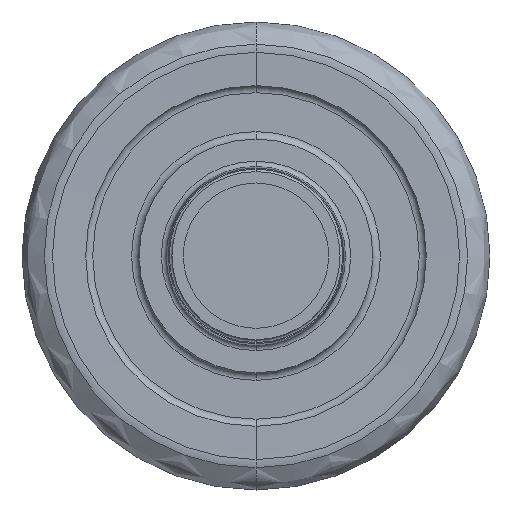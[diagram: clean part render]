
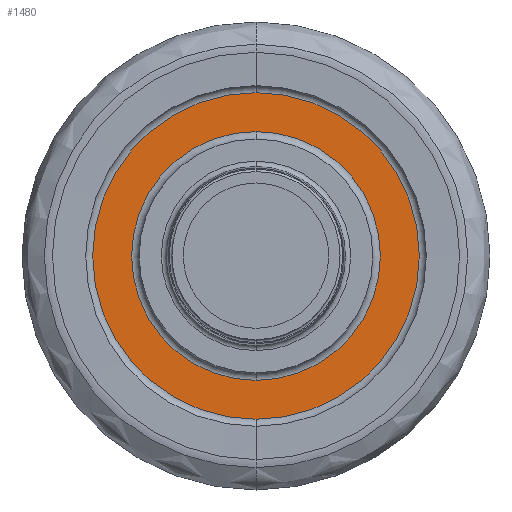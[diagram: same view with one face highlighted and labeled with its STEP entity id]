
A CAD part, top view. The second image highlights one B-rep face of the part: STEP entity #1480.
In plain terms, the highlighted face is planar.
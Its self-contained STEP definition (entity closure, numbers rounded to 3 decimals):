
#1003=CARTESIAN_POINT('',(0.,0.,0.36));
#1004=DIRECTION('',(0.,0.,1.));
#1005=DIRECTION('',(0.,1.,0.));
#1006=AXIS2_PLACEMENT_3D('',#1003,#1004,#1005);
#1011=CARTESIAN_POINT('',(0.,0.,0.36));
#1012=DIRECTION('',(0.,0.,-1.));
#1013=DIRECTION('',(0.,1.,0.));
#1014=AXIS2_PLACEMENT_3D('',#1011,#1012,#1013);
#1019=CARTESIAN_POINT('',(0.,0.,0.36));
#1020=DIRECTION('',(0.,0.,-1.));
#1021=DIRECTION('',(0.,1.,0.));
#1022=AXIS2_PLACEMENT_3D('',#1019,#1020,#1021);
#1043=CARTESIAN_POINT('',(0.,0.,0.36));
#1044=DIRECTION('',(0.,0.,1.));
#1045=DIRECTION('',(0.,1.,0.));
#1046=AXIS2_PLACEMENT_3D('',#1043,#1044,#1045);
#1396=CARTESIAN_POINT('',(0.,4.705,0.36));
#1398=VERTEX_POINT('',#1396);
#1399=CARTESIAN_POINT('',(0.,6.176,0.36));
#1401=VERTEX_POINT('',#1399);
#1416=CARTESIAN_POINT('',(0.,-4.705,0.36));
#1418=VERTEX_POINT('',#1416);
#1419=CARTESIAN_POINT('',(0.,-6.176,0.36));
#1421=VERTEX_POINT('',#1419);
#1465=CARTESIAN_POINT('',(0.,0.,0.36));
#1466=DIRECTION('',(0.,0.,-1.));
#1467=DIRECTION('',(0.,-1.,0.));
#1468=AXIS2_PLACEMENT_3D('',#1465,#1466,#1467);
#1469=PLANE('',#1468);
#1471=ORIENTED_EDGE('',*,*,#1470,.F.);
#1473=ORIENTED_EDGE('',*,*,#1472,.T.);
#1474=EDGE_LOOP('',(#1471,#1473));
#1475=FACE_OUTER_BOUND('',#1474,.F.);
#1476=ORIENTED_EDGE('',*,*,#1457,.F.);
#1477=ORIENTED_EDGE('',*,*,#1446,.T.);
#1478=EDGE_LOOP('',(#1476,#1477));
#1479=FACE_BOUND('',#1478,.F.);
#1480=ADVANCED_FACE('',(#1475,#1479),#1469,.T.);
#1007=CIRCLE('',#1006,4.705);
#1015=CIRCLE('',#1014,4.705);
#1023=CIRCLE('',#1022,6.176);
#1047=CIRCLE('',#1046,6.176);
#1446=EDGE_CURVE('',#1398,#1418,#1015,.T.);
#1457=EDGE_CURVE('',#1398,#1418,#1007,.T.);
#1470=EDGE_CURVE('',#1401,#1421,#1023,.T.);
#1472=EDGE_CURVE('',#1401,#1421,#1047,.T.);
